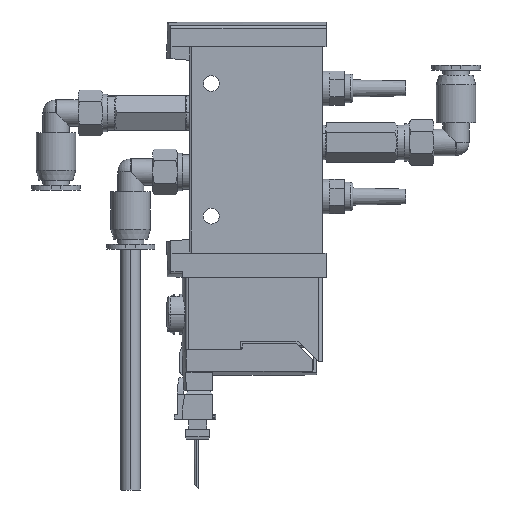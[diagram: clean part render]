
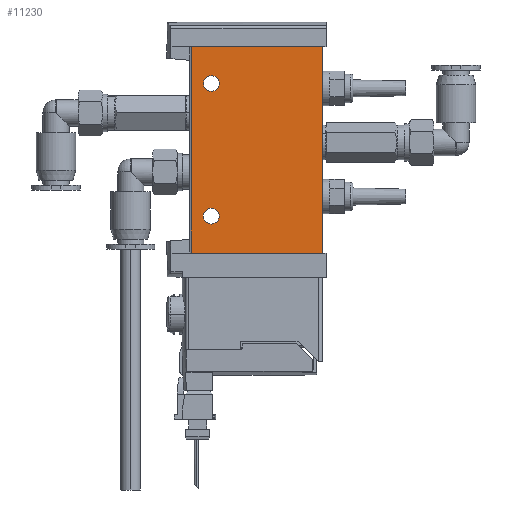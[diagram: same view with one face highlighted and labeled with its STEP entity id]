
A CAD part, left-side view. The second image highlights one B-rep face of the part: STEP entity #11230.
In plain terms, the highlighted planar face has unit normal (-1, 0, 0).
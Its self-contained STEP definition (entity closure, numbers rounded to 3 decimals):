
#97 = ORIENTED_EDGE ( 'NONE', *, *, #7635, .T. ) ;
#360 = DIRECTION ( 'NONE',  ( 0., 1., 0. ) ) ;
#1307 = EDGE_LOOP ( 'NONE', ( #18661, #20133 ) ) ;
#1588 = CARTESIAN_POINT ( 'NONE',  ( -306., 37.4, 127.5 ) ) ;
#2069 = CARTESIAN_POINT ( 'NONE',  ( -306., 60., 118.4 ) ) ;
#2586 = CARTESIAN_POINT ( 'NONE',  ( -306., 60., 120. ) ) ;
#3128 = EDGE_CURVE ( 'NONE', #7232, #6710, #5685, .T. ) ;
#3445 = CARTESIAN_POINT ( 'NONE',  ( -306., 37.4, 127.5 ) ) ;
#3548 = EDGE_CURVE ( 'NONE', #3573, #18861, #9438, .T. ) ;
#3573 = VERTEX_POINT ( 'NONE', #13763 ) ;
#3877 = ORIENTED_EDGE ( 'NONE', *, *, #17113, .T. ) ;
#4080 = LINE ( 'NONE', #19734, #4842 ) ;
#4102 = VECTOR ( 'NONE', #14860, 1000. ) ;
#4115 = CARTESIAN_POINT ( 'NONE',  ( -306., 60., 93. ) ) ;
#4299 = VERTEX_POINT ( 'NONE', #17585 ) ;
#4317 = CIRCLE ( 'NONE', #16598, 1.6 ) ;
#4439 = DIRECTION ( 'NONE',  ( 1., 0., 0. ) ) ;
#4528 = VECTOR ( 'NONE', #19942, 1000. ) ;
#4541 = CARTESIAN_POINT ( 'NONE',  ( -306., 60., 94.6 ) ) ;
#4842 = VECTOR ( 'NONE', #5325, 1000. ) ;
#5039 = EDGE_CURVE ( 'NONE', #11253, #4299, #5045, .T. ) ;
#5045 = LINE ( 'NONE', #19706, #19067 ) ;
#5325 = DIRECTION ( 'NONE',  ( 0., 0., -1. ) ) ;
#5685 = CIRCLE ( 'NONE', #17057, 1.6 ) ;
#5962 = DIRECTION ( 'NONE',  ( 1., 0., 0. ) ) ;
#5998 = DIRECTION ( 'NONE',  ( 1., 0., 0. ) ) ;
#6472 = FACE_BOUND ( 'NONE', #19133, .T. ) ;
#6710 = VERTEX_POINT ( 'NONE', #17686 ) ;
#7048 = CARTESIAN_POINT ( 'NONE',  ( -306., 37.4, 85.5 ) ) ;
#7232 = VERTEX_POINT ( 'NONE', #4541 ) ;
#7635 = EDGE_CURVE ( 'NONE', #6710, #7232, #4317, .T. ) ;
#7791 = PLANE ( 'NONE',  #14296 ) ;
#9438 = CIRCLE ( 'NONE', #20140, 1.6 ) ;
#10047 = ORIENTED_EDGE ( 'NONE', *, *, #5039, .T. ) ;
#10818 = CARTESIAN_POINT ( 'NONE',  ( -306., 60., 93. ) ) ;
#11163 = ORIENTED_EDGE ( 'NONE', *, *, #19972, .T. ) ;
#11230 = ADVANCED_FACE ( 'NONE', ( #16492, #17736, #6472 ), #7791, .T. ) ;
#11253 = VERTEX_POINT ( 'NONE', #1588 ) ;
#12388 = CARTESIAN_POINT ( 'NONE',  ( -306., 60., 120. ) ) ;
#12455 = DIRECTION ( 'NONE',  ( 0., 0., 1. ) ) ;
#12538 = AXIS2_PLACEMENT_3D ( 'NONE', #12388, #5998, #12455 ) ;
#13100 = LINE ( 'NONE', #16592, #4528 ) ;
#13763 = CARTESIAN_POINT ( 'NONE',  ( -306., 60., 121.6 ) ) ;
#13819 = DIRECTION ( 'NONE',  ( 1., 0., 0. ) ) ;
#13831 = CIRCLE ( 'NONE', #12538, 1.6 ) ;
#13971 = DIRECTION ( 'NONE',  ( 0., 0., 1. ) ) ;
#14123 = DIRECTION ( 'NONE',  ( 0., 0., 1. ) ) ;
#14262 = DIRECTION ( 'NONE',  ( 0., 0., 1. ) ) ;
#14296 = AXIS2_PLACEMENT_3D ( 'NONE', #17462, #17387, #14262 ) ;
#14860 = DIRECTION ( 'NONE',  ( 0., 0., 1. ) ) ;
#15956 = EDGE_LOOP ( 'NONE', ( #10047, #11163, #3877, #18724 ) ) ;
#16126 = ORIENTED_EDGE ( 'NONE', *, *, #3128, .T. ) ;
#16145 = VERTEX_POINT ( 'NONE', #17237 ) ;
#16492 = FACE_OUTER_BOUND ( 'NONE', #15956, .T. ) ;
#16592 = CARTESIAN_POINT ( 'NONE',  ( -306., 64.1, 85.5 ) ) ;
#16598 = AXIS2_PLACEMENT_3D ( 'NONE', #4115, #13819, #18400 ) ;
#17057 = AXIS2_PLACEMENT_3D ( 'NONE', #10818, #4439, #14123 ) ;
#17113 = EDGE_CURVE ( 'NONE', #16145, #19012, #13100, .T. ) ;
#17237 = CARTESIAN_POINT ( 'NONE',  ( -306., 64.1, 85.5 ) ) ;
#17387 = DIRECTION ( 'NONE',  ( -1., 0., 0. ) ) ;
#17462 = CARTESIAN_POINT ( 'NONE',  ( -306., 64.1, 127.5 ) ) ;
#17585 = CARTESIAN_POINT ( 'NONE',  ( -306., 64.1, 127.5 ) ) ;
#17686 = CARTESIAN_POINT ( 'NONE',  ( -306., 60., 91.4 ) ) ;
#17736 = FACE_BOUND ( 'NONE', #1307, .T. ) ;
#17811 = EDGE_CURVE ( 'NONE', #18861, #3573, #13831, .T. ) ;
#18114 = LINE ( 'NONE', #3445, #4102 ) ;
#18400 = DIRECTION ( 'NONE',  ( 0., 0., 1. ) ) ;
#18661 = ORIENTED_EDGE ( 'NONE', *, *, #3548, .T. ) ;
#18724 = ORIENTED_EDGE ( 'NONE', *, *, #19880, .T. ) ;
#18861 = VERTEX_POINT ( 'NONE', #2069 ) ;
#19012 = VERTEX_POINT ( 'NONE', #7048 ) ;
#19067 = VECTOR ( 'NONE', #360, 1000. ) ;
#19133 = EDGE_LOOP ( 'NONE', ( #16126, #97 ) ) ;
#19706 = CARTESIAN_POINT ( 'NONE',  ( -306., 64.1, 127.5 ) ) ;
#19734 = CARTESIAN_POINT ( 'NONE',  ( -306., 64.1, 127.5 ) ) ;
#19880 = EDGE_CURVE ( 'NONE', #19012, #11253, #18114, .T. ) ;
#19942 = DIRECTION ( 'NONE',  ( 0., -1., 0. ) ) ;
#19972 = EDGE_CURVE ( 'NONE', #4299, #16145, #4080, .T. ) ;
#20133 = ORIENTED_EDGE ( 'NONE', *, *, #17811, .T. ) ;
#20140 = AXIS2_PLACEMENT_3D ( 'NONE', #2586, #5962, #13971 ) ;
